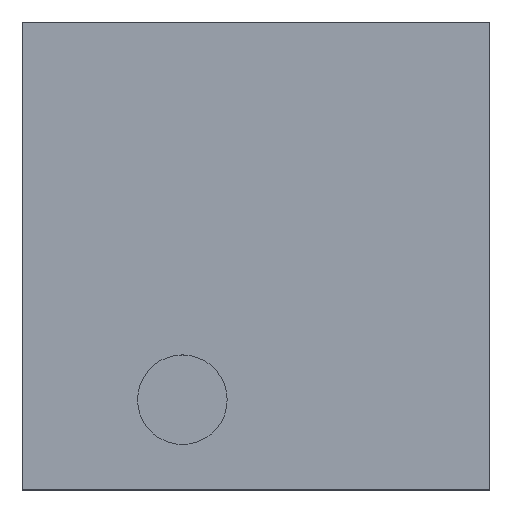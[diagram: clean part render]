
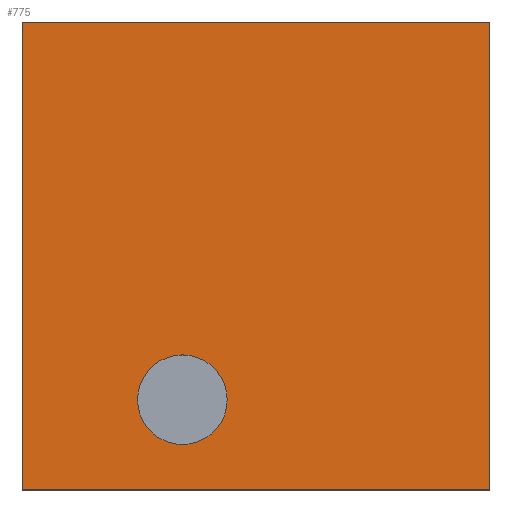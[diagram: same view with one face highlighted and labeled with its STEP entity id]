
A CAD part, top view. The second image highlights one B-rep face of the part: STEP entity #775.
In plain terms, the highlighted planar face has unit normal (0, 0, 1).
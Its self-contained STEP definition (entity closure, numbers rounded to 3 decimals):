
#37=CIRCLE('',#856,3.5);
#60=FACE_BOUND('',#161,.T.);
#100=FACE_OUTER_BOUND('',#160,.T.);
#160=EDGE_LOOP('',(#649,#650,#651,#652));
#161=EDGE_LOOP('',(#653));
#231=LINE('',#1251,#312);
#233=LINE('',#1255,#314);
#235=LINE('',#1259,#316);
#237=LINE('',#1262,#318);
#312=VECTOR('',#1030,10.);
#314=VECTOR('',#1034,10.);
#316=VECTOR('',#1038,10.);
#318=VECTOR('',#1042,10.);
#388=VERTEX_POINT('',#1248);
#389=VERTEX_POINT('',#1250);
#390=VERTEX_POINT('',#1254);
#391=VERTEX_POINT('',#1258);
#392=VERTEX_POINT('',#1264);
#475=EDGE_CURVE('',#389,#388,#231,.T.);
#477=EDGE_CURVE('',#390,#389,#233,.T.);
#479=EDGE_CURVE('',#391,#390,#235,.T.);
#481=EDGE_CURVE('',#388,#391,#237,.T.);
#482=EDGE_CURVE('',#392,#392,#37,.T.);
#649=ORIENTED_EDGE('',*,*,#481,.T.);
#650=ORIENTED_EDGE('',*,*,#479,.T.);
#651=ORIENTED_EDGE('',*,*,#477,.T.);
#652=ORIENTED_EDGE('',*,*,#475,.T.);
#653=ORIENTED_EDGE('',*,*,#482,.T.);
#728=PLANE('',#855);
#775=ADVANCED_FACE('',(#100,#60),#728,.T.);
#855=AXIS2_PLACEMENT_3D('',#1263,#1043,#1044);
#856=AXIS2_PLACEMENT_3D('',#1265,#1045,#1046);
#1030=DIRECTION('',(1.,0.,0.));
#1034=DIRECTION('',(0.,-1.,0.));
#1038=DIRECTION('',(-1.,0.,0.));
#1042=DIRECTION('',(0.,1.,0.));
#1043=DIRECTION('center_axis',(0.,0.,1.));
#1044=DIRECTION('ref_axis',(-1.,0.,0.));
#1045=DIRECTION('center_axis',(0.,0.,-1.));
#1046=DIRECTION('ref_axis',(-1.,0.,0.));
#1248=CARTESIAN_POINT('',(34.5,-34.5,30.5));
#1250=CARTESIAN_POINT('',(-2.,-34.5,30.5));
#1251=CARTESIAN_POINT('',(-2.,-34.5,30.5));
#1254=CARTESIAN_POINT('',(-2.,2.,30.5));
#1255=CARTESIAN_POINT('',(-2.,-34.5,30.5));
#1258=CARTESIAN_POINT('',(34.5,2.,30.5));
#1259=CARTESIAN_POINT('',(-2.,2.,30.5));
#1262=CARTESIAN_POINT('',(34.5,-34.5,30.5));
#1263=CARTESIAN_POINT('Origin',(16.25,-16.25,30.5));
#1264=CARTESIAN_POINT('',(14.,-27.5,30.5));
#1265=CARTESIAN_POINT('Origin',(10.5,-27.5,30.5));
